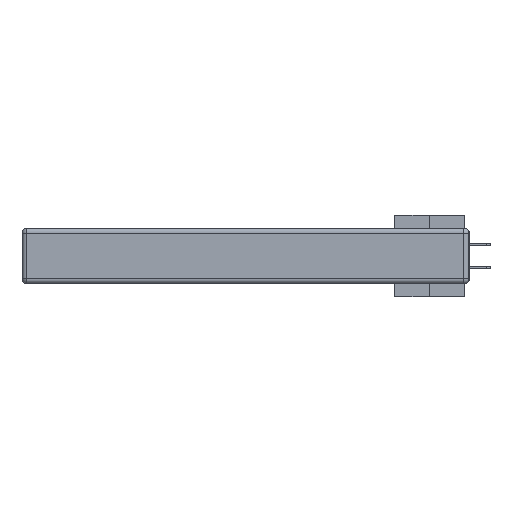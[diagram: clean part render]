
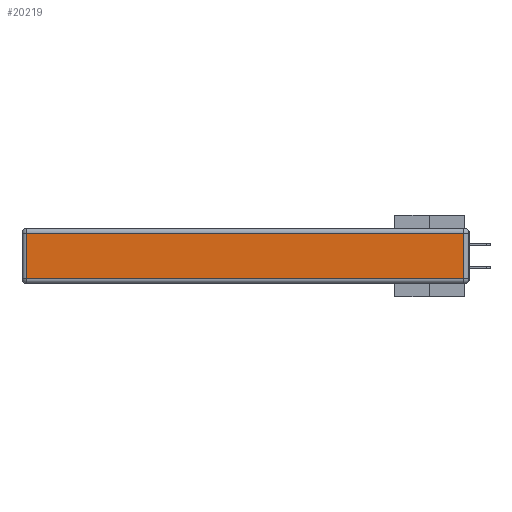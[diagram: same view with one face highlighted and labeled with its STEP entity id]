
A CAD part, left-side view. The second image highlights one B-rep face of the part: STEP entity #20219.
In plain terms, the highlighted planar face has unit normal (-1, 0, 0).
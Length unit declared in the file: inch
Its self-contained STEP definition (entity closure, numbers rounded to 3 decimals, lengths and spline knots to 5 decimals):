
#634 = DIRECTION ( 'NONE',  ( -1., 0., 0. ) ) ;
#1146 = DIRECTION ( 'NONE',  ( 0., 1., 0. ) ) ;
#1293 = CARTESIAN_POINT ( 'NONE',  ( 0., 2.72, -0.313 ) ) ;
#3422 = AXIS2_PLACEMENT_3D ( 'NONE', #17873, #634, #11667 ) ;
#4000 = VERTEX_POINT ( 'NONE', #1293 ) ;
#5167 = VECTOR ( 'NONE', #28995, 39.37008 ) ;
#5282 = LINE ( 'NONE', #30293, #14382 ) ;
#6010 = DIRECTION ( 'NONE',  ( 0., -1., 0. ) ) ;
#7035 = LINE ( 'NONE', #28743, #5167 ) ;
#7276 = CARTESIAN_POINT ( 'NONE',  ( 0., 2.75, -0.03 ) ) ;
#9212 = VERTEX_POINT ( 'NONE', #36748 ) ;
#9353 = CARTESIAN_POINT ( 'NONE',  ( 0., 0.03, -0.03 ) ) ;
#9435 = ORIENTED_EDGE ( 'NONE', *, *, #33030, .T. ) ;
#9512 = CARTESIAN_POINT ( 'NONE',  ( 0., 2.72, -0.03 ) ) ;
#9804 = LINE ( 'NONE', #7276, #22959 ) ;
#11667 = DIRECTION ( 'NONE',  ( 0., 0., 1. ) ) ;
#14382 = VECTOR ( 'NONE', #21797, 39.37008 ) ;
#14629 = FACE_OUTER_BOUND ( 'NONE', #17675, .T. ) ;
#15476 = LINE ( 'NONE', #23394, #19517 ) ;
#17675 = EDGE_LOOP ( 'NONE', ( #17934, #20310, #22565, #9435 ) ) ;
#17873 = CARTESIAN_POINT ( 'NONE',  ( 0., 0., -0.343 ) ) ;
#17934 = ORIENTED_EDGE ( 'NONE', *, *, #21119, .T. ) ;
#18561 = VERTEX_POINT ( 'NONE', #9512 ) ;
#19517 = VECTOR ( 'NONE', #6010, 39.37008 ) ;
#20219 = ADVANCED_FACE ( 'NONE', ( #14629 ), #20674, .T. ) ;
#20310 = ORIENTED_EDGE ( 'NONE', *, *, #23799, .T. ) ;
#20674 = PLANE ( 'NONE',  #3422 ) ;
#21119 = EDGE_CURVE ( 'NONE', #4000, #9212, #15476, .T. ) ;
#21797 = DIRECTION ( 'NONE',  ( 0., 0., 1. ) ) ;
#22565 = ORIENTED_EDGE ( 'NONE', *, *, #32334, .T. ) ;
#22959 = VECTOR ( 'NONE', #1146, 39.37008 ) ;
#23394 = CARTESIAN_POINT ( 'NONE',  ( 0., 0., -0.313 ) ) ;
#23799 = EDGE_CURVE ( 'NONE', #9212, #25391, #5282, .T. ) ;
#25391 = VERTEX_POINT ( 'NONE', #9353 ) ;
#28743 = CARTESIAN_POINT ( 'NONE',  ( 0., 2.72, -0.343 ) ) ;
#28995 = DIRECTION ( 'NONE',  ( 0., 0., -1. ) ) ;
#30293 = CARTESIAN_POINT ( 'NONE',  ( 0., 0.03, -0.343 ) ) ;
#32334 = EDGE_CURVE ( 'NONE', #25391, #18561, #9804, .T. ) ;
#33030 = EDGE_CURVE ( 'NONE', #18561, #4000, #7035, .T. ) ;
#36748 = CARTESIAN_POINT ( 'NONE',  ( 0., 0.03, -0.313 ) ) ;
